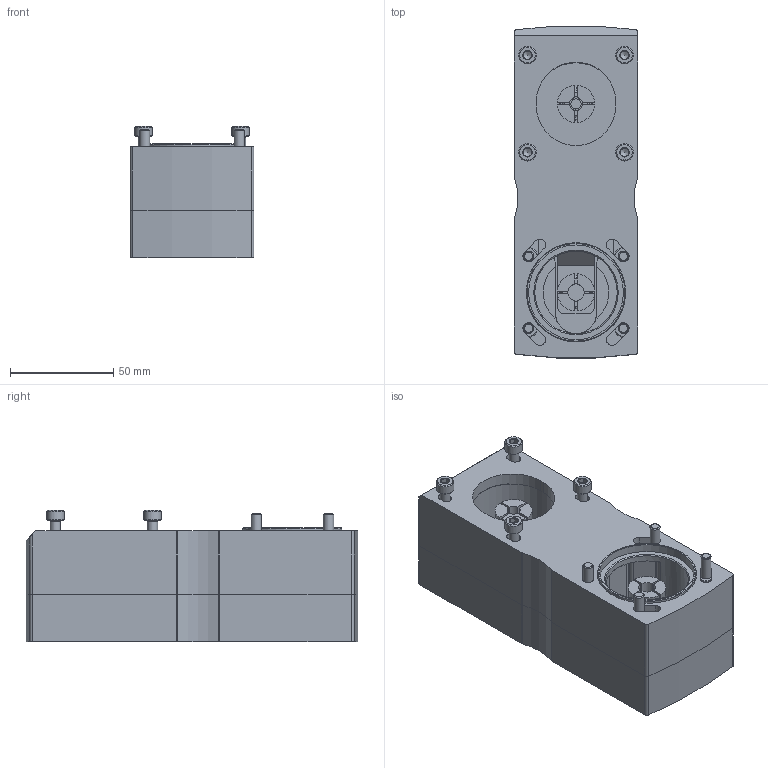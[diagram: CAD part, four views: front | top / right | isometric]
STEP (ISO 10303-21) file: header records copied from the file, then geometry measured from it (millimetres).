
FILE_DESCRIPTION(/* description */ ('STEP AP214'),/* implementation_level */ '2;1');
FILE_NAME(/* name */ '1219379_EAMM-U-60-S48-57A-91',/* time_stamp */ '2024-08-27T07:43:41+02:00',/* author */ ('License CC BY-ND 4.0'),/* organization */ ('CADENAS'),/* preprocessor_version */ 'ST-DEVELOPER v19.3',/* originating_system */ 'PARTsolutions',/* authorisation */ ' ');
FILE_SCHEMA (('AUTOMOTIVE_DESIGN {1 0 10303 214 3 1 1}'));
Length unit declared in the file: millimetre
Products named in the file (12): 1219379 EAMM-U-60-S48-57A-91; 1219374 EAMM-U-60-S48-57A-91---(UT); 1219397 EAMM-U-60-...-161.5---(OT); ISO-4762 M5x25; DIN 557 - M5; DIN-6912 - M5x12(F); 558031 EAML-48-4-48; ISO-4762 M5x35; 2428516 EAMH-60-6.35-C18.1; 1354097 EAMH-60-8-C18.1-P; 4164963 EAMG-U1-60-G2---(GL); DIN-912 - M6x20(F)
Assembly tree (24 placements, depth 2):
  1219379 EAMM-U-60-S48-57A-91
    1219374 EAMM-U-60-S48-57A-91---(UT)
    1219397 EAMM-U-60-...-161.5---(OT)
    ISO-4762 M5x25  x5
    DIN 557 - M5  x4
    DIN-6912 - M5x12(F)  x4
    558031 EAML-48-4-48
    ISO-4762 M5x35  x4
    2428516 EAMH-60-6.35-C18.1
    1354097 EAMH-60-8-C18.1-P
    4164963 EAMG-U1-60-G2---(GL)
    DIN-912 - M6x20(F)
Bounding box: 60 x 161.06 x 64 mm (x, y, z)
Volume: 320794.2 mm3; surface area: 108942.3 mm2
Topology: 24 solids, 24 shells, 843 faces, 2031 edges, 1273 vertices
Faces by surface type: plane 426, cone 200, cylinder 196, torus 21
Full cylindrical faces by diameter (mm): 2.5 x4, 4.134 x9, 4.917 x2, 5 x15, 5.5 x5, 6 x1, 6.75 x1, 7 x1, 8.4 x1, 8.5 x13, 9.5 x1, 10 x9, 14 x2, 16 x2, 40 x1, 46 x1, 48 x1, 48.2 x1
Entity records: 15479 total; most frequent: CARTESIAN_POINT 2907, DIRECTION 2644, ORIENTED_EDGE 2348, EDGE_CURVE 1174, AXIS2_PLACEMENT_3D 1023, VERTEX_POINT 818, FACE_BOUND 698, EDGE_LOOP 687
